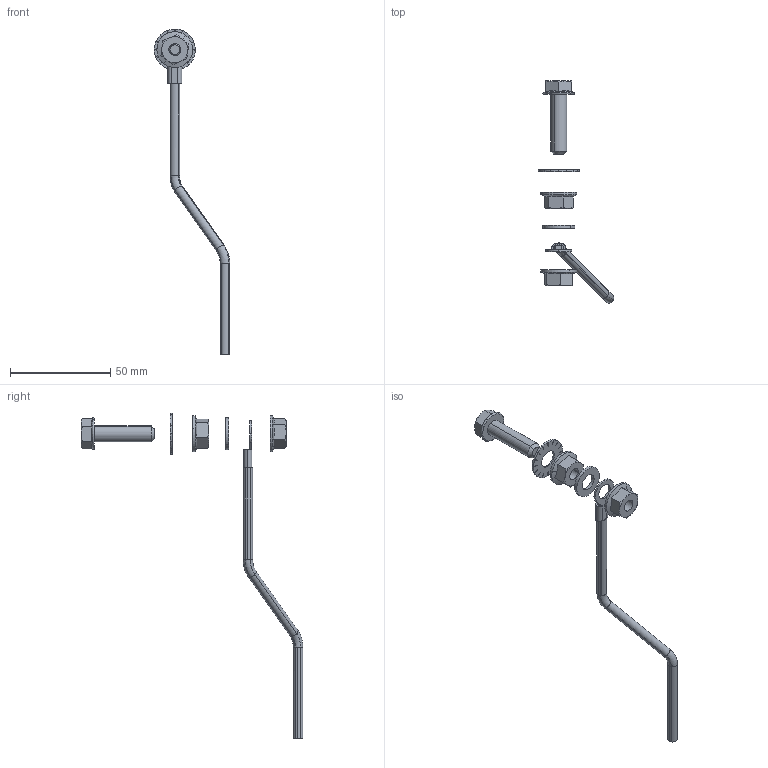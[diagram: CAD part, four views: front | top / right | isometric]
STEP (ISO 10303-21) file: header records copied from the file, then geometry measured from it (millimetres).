
FILE_DESCRIPTION (( 'STEP AP203' ), '1' );
FILE_NAME ('TI-00D-GP TITAN Òî÷êà çàçåìëåíèÿ âíåøíÿÿ IEK.STEP', '2024-02-09T11:43:03', ( '' ), ( '' ), 'SwSTEP 2.0', 'SolidWorks 2022', '' );
FILE_SCHEMA (( 'CONFIG_CONTROL_DESIGN' ));
Length unit declared in the file: millimetre
Products named in the file (8): Наконечник; Шайба ГОСТ 11371_ф 8; Гайка фланцевая DIN 6923_М8; Провод_200 мм; TI-00D-GP TITAN Точка заземления внешняя IEK; Болт фланцевый DIN 6921_М8x30; Шайба контактная 8 МК13; КИВА 100.10.00-08
Assembly tree (8 placements, depth 3):
  TI-00D-GP TITAN Точка заземления внешняя IEK
    КИВА 100.10.00-08
      Провод_200 мм
      Наконечник
    Болт фланцевый DIN 6921_М8x30
    Шайба контактная 8 МК13
    Шайба ГОСТ 11371_ф 8
    Гайка фланцевая DIN 6923_М8  x2
Bounding box: 37.64 x 110.6 x 162.61 mm (x, y, z)
Volume: 8150.9 mm3; surface area: 9266.5 mm2
Topology: 9 solids, 9 shells, 297 faces, 739 edges, 429 vertices
Faces by surface type: plane 134, cone 55, bspline 50, cylinder 46, torus 12
Entity records: 9692 total; most frequent: CARTESIAN_POINT 2786, ORIENTED_EDGE 1322, DIRECTION 1158, EDGE_CURVE 661, AXIS2_PLACEMENT_3D 433, VERTEX_POINT 401, LINE 292, VECTOR 292
